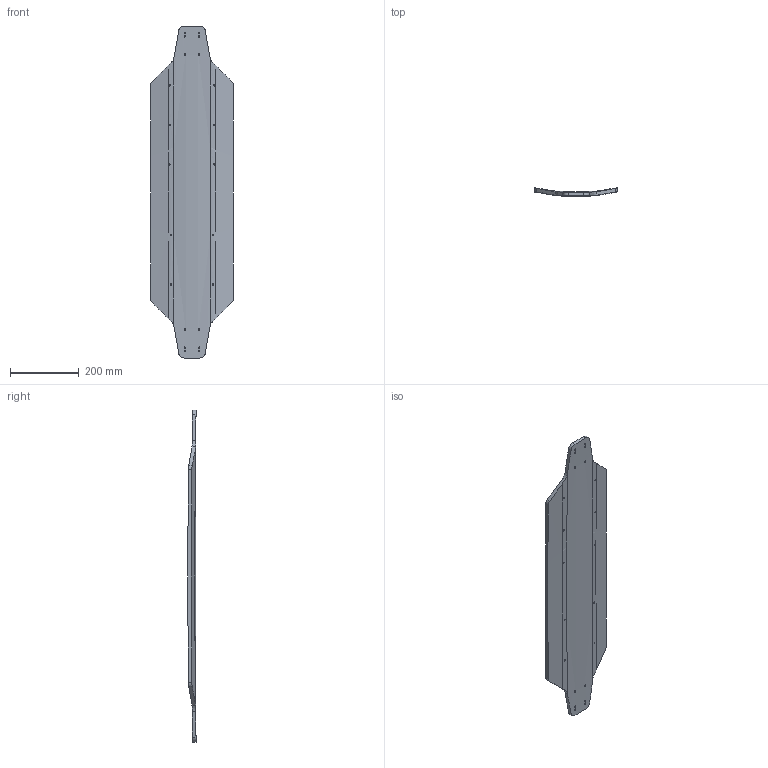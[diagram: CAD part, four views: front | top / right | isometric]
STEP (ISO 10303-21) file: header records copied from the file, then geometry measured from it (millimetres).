
FILE_DESCRIPTION(/* description */ (''),/* implementation_level */ '2;1');
FILE_NAME(/* name */ 'fuselage.stp',/* time_stamp */ '2025-06-27T13:47:01-07:00',/* author */ ('devan'),/* organization */ (''),/* preprocessor_version */ 'ST-DEVELOPER v20',/* originating_system */ 'Autodesk Inventor 2025',/* authorisation */ '');
FILE_SCHEMA (('AUTOMOTIVE_DESIGN { 1 0 10303 214 3 1 1 }'));
Length unit declared in the file: millimetre
Products named in the file (1): 36
Bounding box: 240 x 23.85 x 965.2 mm (x, y, z)
Volume: 1902978.6 mm3; surface area: 436394.7 mm2
Topology: 1 solids, 10 shells, 110 faces, 304 edges, 214 vertices
Faces by surface type: cylinder 54, plane 48, cone 4, torus 4
Full cylindrical faces by diameter (mm): 4.3 x10, 5 x12
Entity records: 5275 total; most frequent: CARTESIAN_POINT 2483, ORIENTED_EDGE 608, DIRECTION 472, EDGE_CURVE 304, VERTEX_POINT 214, AXIS2_PLACEMENT_3D 175, EDGE_LOOP 154, LINE 122
